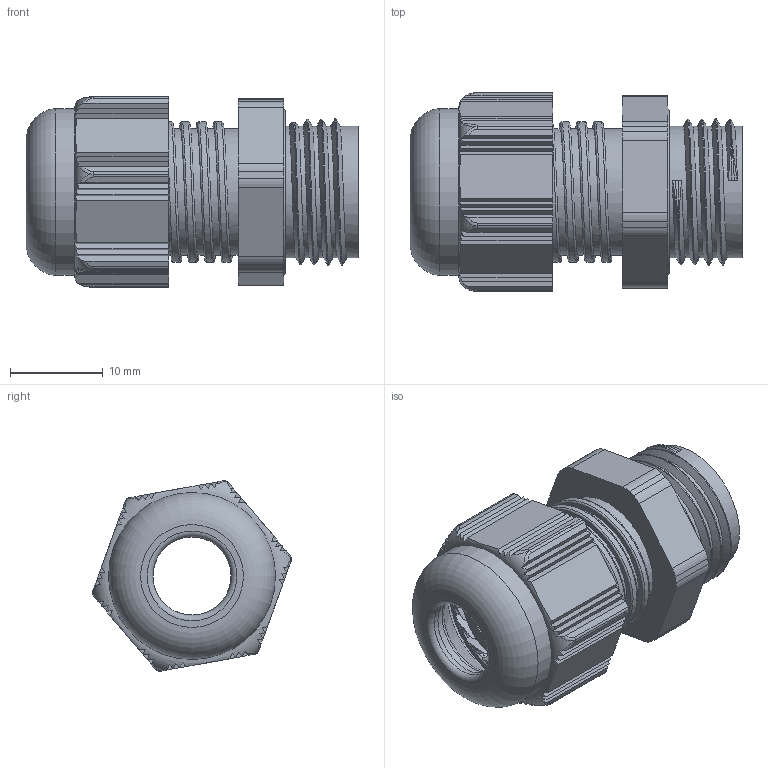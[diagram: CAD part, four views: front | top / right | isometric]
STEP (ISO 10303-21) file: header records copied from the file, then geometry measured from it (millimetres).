
FILE_DESCRIPTION(/* description */ ('Dichtring Euro-Top M 16x1,5'),/* implementation_level */ '2;1');
FILE_NAME(/* name */ '11084516-RST.stp',/* time_stamp */ '2015-01-29T12:36:25+01:00',/* author */ ('sl'),/* organization */ (''),/* preprocessor_version */ 'ST-DEVELOPER v15.2',/* originating_system */ 'Autodesk Inventor 2014',/* authorisation */ '');
FILE_SCHEMA (('AUTOMOTIVE_DESIGN { 1 0 10303 214 3 1 1 }'));
Length unit declared in the file: millimetre
Products named in the file (4): Dichteinsatz-01-BT-0002-11084516; Hutmutter-01-BT-0003-11084516; Stutzen-01-BT-0004-11084516; Euro-Top-01-BG-0001-11084516
Assembly tree (3 placements, depth 2):
  Euro-Top-01-BG-0001-11084516
    Dichteinsatz-01-BT-0002-11084516
    Hutmutter-01-BT-0003-11084516
    Stutzen-01-BT-0004-11084516
Bounding box: 35.79 x 21.42 x 20.54 mm (x, y, z)
Volume: 5336.8 mm3; surface area: 6597.1 mm2
Topology: 3 solids, 3 shells, 354 faces, 907 edges, 563 vertices
Faces by surface type: plane 176, cylinder 106, bspline 32, torus 22, sphere 15, cone 3
Full cylindrical faces by diameter (mm): 8.42 x1, 8.47 x1, 8.55 x1, 9.17 x1, 9.83 x1, 10.92 x1, 11 x1, 13.68 x5, 14.228 x4, 15.652 x5, 18 x1
Entity records: 15125 total; most frequent: CARTESIAN_POINT 7177, ORIENTED_EDGE 1680, DIRECTION 1567, EDGE_CURVE 840, AXIS2_PLACEMENT_3D 598, VERTEX_POINT 533, EDGE_LOOP 377, LINE 371
